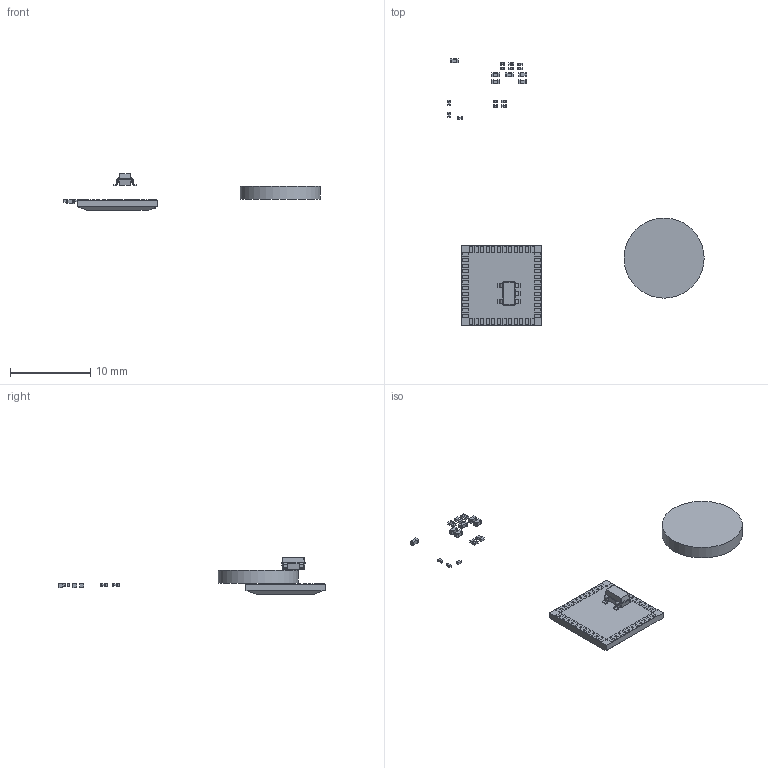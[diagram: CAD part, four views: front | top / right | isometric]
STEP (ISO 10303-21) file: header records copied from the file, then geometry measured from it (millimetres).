
FILE_DESCRIPTION(('KiCad electronic assembly'),'2;1');
FILE_NAME('Kicad_LFOV_RigidFlex_Assembly.step','2020-06-22T13:42:30',( 'An Author'),('A Company'),'Open CASCADE STEP processor 6.9', 'KiCad to STEP converter','Unknown');
FILE_SCHEMA(('AUTOMOTIVE_DESIGN { 1 0 10303 214 1 1 1 1 }'));
Length unit declared in the file: millimetre
Products named in the file (12): Open CASCADE STEP translator 6.9 1; C_0402_1005Metric; SOLID; C_0201_0603Metric; L_0402_1005Metric; SOT-23-5; iLCC48P70_1000X1000X135L80X40N_MT9P031; COMPOUND
Assembly tree (29 placements, depth 3):
  Open CASCADE STEP translator 6.9 1
    C_0402_1005Metric  x3
      SOLID
    C_0201_0603Metric  x13
      SOLID
    L_0402_1005Metric  x5
      SOLID
    SOT-23-5
      SOLID
    iLCC48P70_1000X1000X135L80X40N_MT9P031
      COMPOUND
    COMPOUND
Bounding box: 32.03 x 33.3 x 4.6 mm (x, y, z)
Volume: 253 mm3; surface area: 607.5 mm2
Topology: 73 solids, 73 shells, 1016 faces, 2433 edges, 1607 vertices
Faces by surface type: plane 711, cylinder 275, bspline 29, torus 1
Full cylindrical faces by diameter (mm): 0.4 x1, 10.01 x1
Entity records: 31021 total; most frequent: CARTESIAN_POINT 5356, DIRECTION 4403, LINE 3077, VECTOR 3077, ORIENTED_EDGE 2274, PCURVE 2274, DEFINITIONAL_REPRESENTATION 2274, EDGE_CURVE 1137
